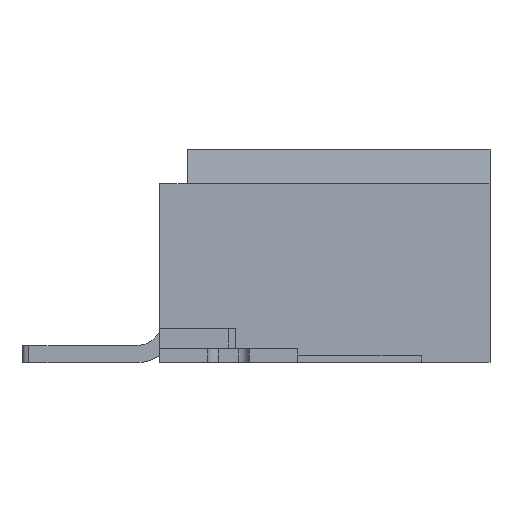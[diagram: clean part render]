
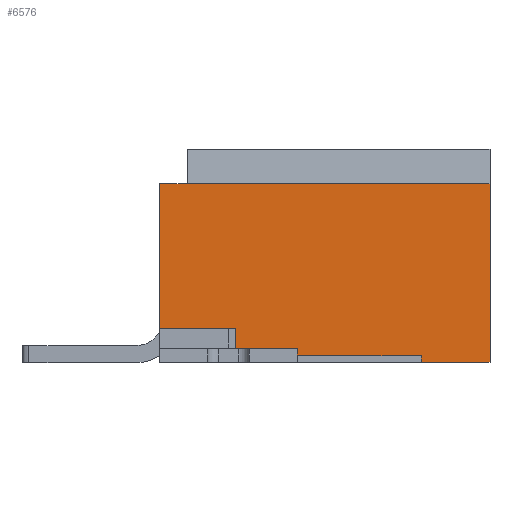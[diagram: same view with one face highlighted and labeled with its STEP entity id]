
A CAD part, left-side view. The second image highlights one B-rep face of the part: STEP entity #6576.
In plain terms, the highlighted planar face has unit normal (-1, 0, 0).
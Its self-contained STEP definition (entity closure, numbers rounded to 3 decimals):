
#762=ORIENTED_EDGE('',*,*,#2567,.F.);
#763=ORIENTED_EDGE('',*,*,#2568,.T.);
#764=ORIENTED_EDGE('',*,*,#2569,.T.);
#765=ORIENTED_EDGE('',*,*,#2570,.T.);
#766=ORIENTED_EDGE('',*,*,#2571,.F.);
#767=ORIENTED_EDGE('',*,*,#2572,.F.);
#768=ORIENTED_EDGE('',*,*,#2573,.T.);
#769=ORIENTED_EDGE('',*,*,#2574,.T.);
#770=ORIENTED_EDGE('',*,*,#2575,.T.);
#2567=EDGE_CURVE('',#3452,#3453,#4160,.T.);
#2568=EDGE_CURVE('',#3452,#3454,#4161,.T.);
#2569=EDGE_CURVE('',#3454,#3455,#4162,.T.);
#2570=EDGE_CURVE('',#3455,#3456,#4163,.T.);
#2571=EDGE_CURVE('',#3457,#3456,#4164,.T.);
#2572=EDGE_CURVE('',#3458,#3457,#4165,.T.);
#2573=EDGE_CURVE('',#3458,#3205,#4166,.T.);
#2574=EDGE_CURVE('',#3205,#3459,#4167,.T.);
#2575=EDGE_CURVE('',#3459,#3453,#4168,.T.);
#3205=VERTEX_POINT('',#9241);
#3452=VERTEX_POINT('',#9892);
#3453=VERTEX_POINT('',#9893);
#3454=VERTEX_POINT('',#9895);
#3455=VERTEX_POINT('',#9897);
#3456=VERTEX_POINT('',#9899);
#3457=VERTEX_POINT('',#9901);
#3458=VERTEX_POINT('',#9903);
#3459=VERTEX_POINT('',#9906);
#4160=LINE('',#9891,#5058);
#4161=LINE('',#9894,#5059);
#4162=LINE('',#9896,#5060);
#4163=LINE('',#9898,#5061);
#4164=LINE('',#9900,#5062);
#4165=LINE('',#9902,#5063);
#4166=LINE('',#9904,#5064);
#4167=LINE('',#9905,#5065);
#4168=LINE('',#9907,#5066);
#5058=VECTOR('',#7901,1000.);
#5059=VECTOR('',#7902,1000.);
#5060=VECTOR('',#7903,1000.);
#5061=VECTOR('',#7904,1000.);
#5062=VECTOR('',#7905,1000.);
#5063=VECTOR('',#7906,1000.);
#5064=VECTOR('',#7907,1000.);
#5065=VECTOR('',#7908,1000.);
#5066=VECTOR('',#7909,1000.);
#5615=EDGE_LOOP('',(#762,#763,#764,#765,#766,#767,#768,#769,#770));
#5948=FACE_BOUND('',#5615,.T.);
#6272=PLANE('',#6977);
#6576=ADVANCED_FACE('',(#5948),#6272,.F.);
#6977=AXIS2_PLACEMENT_3D('',#9890,#7899,#7900);
#7899=DIRECTION('',(1.,0.,0.));
#7900=DIRECTION('',(0.,0.,-1.));
#7901=DIRECTION('',(0.,1.,0.));
#7902=DIRECTION('',(0.,0.,-1.));
#7903=DIRECTION('',(0.,-1.,0.));
#7904=DIRECTION('',(0.,0.,-1.));
#7905=DIRECTION('',(0.,1.,0.));
#7906=DIRECTION('',(0.,0.,-1.));
#7907=DIRECTION('',(0.,1.,0.));
#7908=DIRECTION('',(0.,1.,0.));
#7909=DIRECTION('',(0.,0.,-1.));
#9241=CARTESIAN_POINT('',(-5.9,2.,1.05));
#9890=CARTESIAN_POINT('',(-5.9,-2.4,1.05));
#9891=CARTESIAN_POINT('',(-5.9,1.3,-1.05));
#9892=CARTESIAN_POINT('',(-5.9,1.3,-1.05));
#9893=CARTESIAN_POINT('',(-5.9,2.4,-1.05));
#9894=CARTESIAN_POINT('',(-5.9,1.3,-1.05));
#9895=CARTESIAN_POINT('',(-5.9,1.3,-1.45));
#9896=CARTESIAN_POINT('',(-5.9,2.4,-1.45));
#9897=CARTESIAN_POINT('',(-5.9,-1.4,-1.45));
#9898=CARTESIAN_POINT('',(-5.9,-1.4,-1.45));
#9899=CARTESIAN_POINT('',(-5.9,-1.4,-1.55));
#9900=CARTESIAN_POINT('',(-5.9,-2.4,-1.55));
#9901=CARTESIAN_POINT('',(-5.9,-2.4,-1.55));
#9902=CARTESIAN_POINT('',(-5.9,-2.4,1.05));
#9903=CARTESIAN_POINT('',(-5.9,-2.4,1.05));
#9904=CARTESIAN_POINT('',(-5.9,-2.4,1.05));
#9905=CARTESIAN_POINT('',(-5.9,2.,1.05));
#9906=CARTESIAN_POINT('',(-5.9,2.4,1.05));
#9907=CARTESIAN_POINT('',(-5.9,2.4,1.05));
